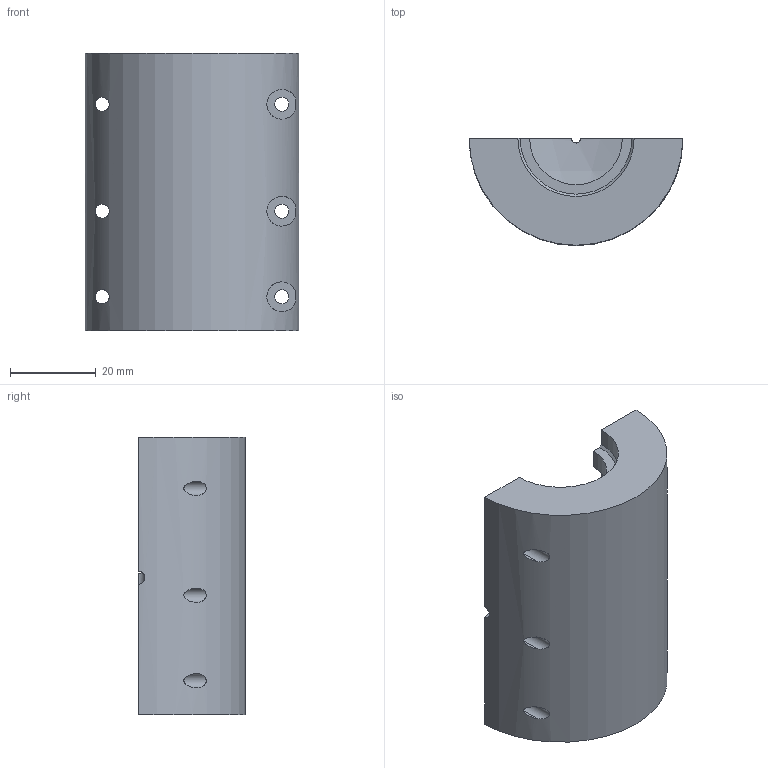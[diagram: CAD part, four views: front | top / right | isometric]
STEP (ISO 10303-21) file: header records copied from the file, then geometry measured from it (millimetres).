
FILE_DESCRIPTION (( 'STEP AP214' ), '1' );
FILE_NAME ('Moule.STEP', '2024-09-04T21:06:32', ( '' ), ( '' ), 'SwSTEP 2.0', 'SolidWorks 2024', '' );
FILE_SCHEMA (( 'AUTOMOTIVE_DESIGN' ));
Length unit declared in the file: millimetre
Products named in the file (1): Moule
Bounding box: 50 x 25 x 65 mm (x, y, z)
Volume: 43264.5 mm3; surface area: 12568.3 mm2
Topology: 1 solids, 1 shells, 52 faces, 141 edges, 94 vertices
Faces by surface type: cylinder 31, plane 14, cone 4, torus 2, sphere 1
Entity records: 2086 total; most frequent: CARTESIAN_POINT 705, DIRECTION 283, ORIENTED_EDGE 282, EDGE_CURVE 141, AXIS2_PLACEMENT_3D 108, VERTEX_POINT 94, VECTOR 67, EDGE_LOOP 67
